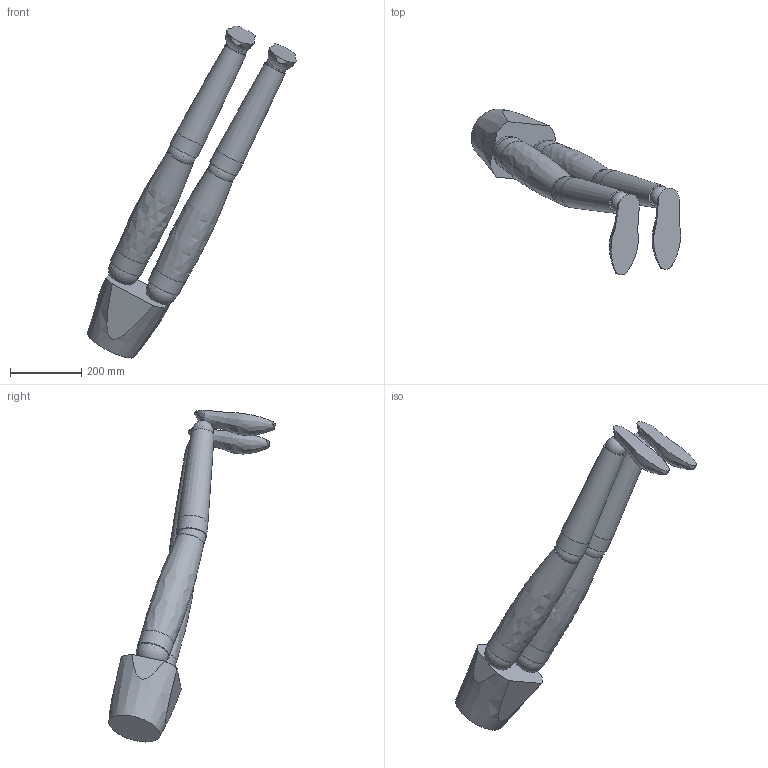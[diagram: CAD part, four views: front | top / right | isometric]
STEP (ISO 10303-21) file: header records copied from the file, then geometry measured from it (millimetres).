
FILE_DESCRIPTION(/* description */ (''),/* implementation_level */ '2;1');
FILE_NAME(/* name */ 'Assembly2.stp',/* time_stamp */ '2015-09-13T14:10:57+07:00',/* author */ ('Binh'),/* organization */ (''),/* preprocessor_version */ 'ST-DEVELOPER v16.1',/* originating_system */ 'Autodesk Inventor 2016',/* authorisation */ '');
FILE_SCHEMA (('AUTOMOTIVE_DESIGN { 1 0 10303 214 3 1 1 }'));
Length unit declared in the file: millimetre
Products named in the file (5): FootStick; HipStick; KneeStick; ThighStick; Assembly
Assembly tree (7 placements, depth 2):
  Assembly
    FootStick  x2
    HipStick
    KneeStick  x2
    ThighStick  x2
Bounding box: 588.64 x 467.99 x 933.48 mm (x, y, z)
Volume: 14349993.2 mm3; surface area: 708252.9 mm2
Topology: 7 solids, 7 shells, 43 faces, 95 edges, 64 vertices
Faces by surface type: plane 16, sphere 12, bspline 8, cylinder 6, cone 1
Full cylindrical faces by diameter (mm): 85 x2, 95 x2
Entity records: 1159 total; most frequent: CARTESIAN_POINT 546, DIRECTION 120, ORIENTED_EDGE 84, AXIS2_PLACEMENT_3D 57, EDGE_CURVE 42, EDGE_LOOP 33, VERTEX_POINT 31, ADVANCED_FACE 26
